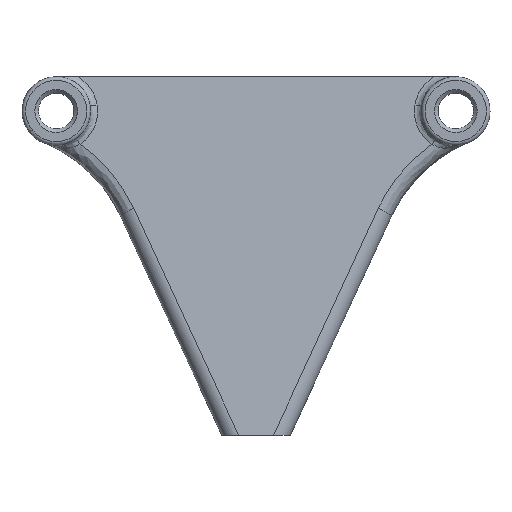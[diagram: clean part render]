
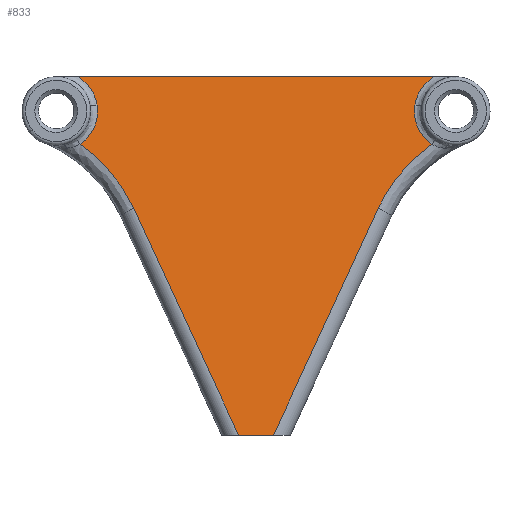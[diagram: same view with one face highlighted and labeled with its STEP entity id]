
A CAD part, top view. The second image highlights one B-rep face of the part: STEP entity #833.
In plain terms, the highlighted planar face has unit normal (0, 0.129, 0.992).
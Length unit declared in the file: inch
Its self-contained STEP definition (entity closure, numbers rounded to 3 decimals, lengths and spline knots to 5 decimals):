
#45=LINE('',#2083,#71);
#50=LINE('',#2269,#76);
#51=LINE('',#2271,#77);
#52=LINE('',#2282,#78);
#71=VECTOR('',#1021,0.3937);
#76=VECTOR('',#1068,0.3937);
#77=VECTOR('',#1069,0.3937);
#78=VECTOR('',#1074,0.3937);
#94=PLANE('',#918);
#125=FACE_OUTER_BOUND('',#180,.T.);
#180=EDGE_LOOP('',(#636,#637,#638,#639,#640,#641,#642,#643,#644,#645));
#234=B_SPLINE_CURVE_WITH_KNOTS('',3,(#2178,#2179,#2180,#2181,#2182),
 .UNSPECIFIED.,.F.,.F.,(4,1,4),(-0.7962,-0.34123,0.),
 .UNSPECIFIED.);
#241=B_SPLINE_CURVE_WITH_KNOTS('',3,(#2275,#2276,#2277,#2278,#2279),
 .UNSPECIFIED.,.F.,.F.,(4,1,4),(-0.79654,-0.34137,0.),
 .UNSPECIFIED.);
#268=ELLIPSE('',#914,0.28841,0.286);
#270=ELLIPSE('',#919,1.10927,1.1);
#271=ELLIPSE('',#920,1.10927,1.1);
#272=ELLIPSE('',#921,0.28841,0.286);
#348=VERTEX_POINT('',#2069);
#354=VERTEX_POINT('',#2081);
#364=VERTEX_POINT('',#2136);
#365=VERTEX_POINT('',#2138);
#368=VERTEX_POINT('',#2176);
#372=VERTEX_POINT('',#2267);
#373=VERTEX_POINT('',#2270);
#374=VERTEX_POINT('',#2272);
#375=VERTEX_POINT('',#2274);
#376=VERTEX_POINT('',#2280);
#446=EDGE_CURVE('',#354,#348,#45,.T.);
#460=EDGE_CURVE('',#364,#365,#268,.T.);
#464=EDGE_CURVE('',#368,#364,#234,.T.);
#472=EDGE_CURVE('',#372,#368,#270,.T.);
#473=EDGE_CURVE('',#348,#372,#50,.T.);
#474=EDGE_CURVE('',#373,#354,#51,.T.);
#475=EDGE_CURVE('',#374,#373,#271,.T.);
#476=EDGE_CURVE('',#375,#374,#241,.T.);
#477=EDGE_CURVE('',#376,#375,#272,.T.);
#478=EDGE_CURVE('',#376,#365,#52,.T.);
#636=ORIENTED_EDGE('',*,*,#460,.F.);
#637=ORIENTED_EDGE('',*,*,#464,.F.);
#638=ORIENTED_EDGE('',*,*,#472,.F.);
#639=ORIENTED_EDGE('',*,*,#473,.F.);
#640=ORIENTED_EDGE('',*,*,#446,.F.);
#641=ORIENTED_EDGE('',*,*,#474,.F.);
#642=ORIENTED_EDGE('',*,*,#475,.F.);
#643=ORIENTED_EDGE('',*,*,#476,.F.);
#644=ORIENTED_EDGE('',*,*,#477,.F.);
#645=ORIENTED_EDGE('',*,*,#478,.T.);
#833=ADVANCED_FACE('',(#125),#94,.F.);
#914=AXIS2_PLACEMENT_3D('',#2139,#1056,#1057);
#918=AXIS2_PLACEMENT_3D('',#2266,#1064,#1065);
#919=AXIS2_PLACEMENT_3D('',#2268,#1066,#1067);
#920=AXIS2_PLACEMENT_3D('',#2273,#1070,#1071);
#921=AXIS2_PLACEMENT_3D('',#2281,#1072,#1073);
#1021=DIRECTION('',(-1.,0.,0.));
#1056=DIRECTION('center_axis',(0.,0.129,0.992));
#1057=DIRECTION('ref_axis',(0.,0.992,-0.129));
#1064=DIRECTION('center_axis',(0.,-0.129,-0.992));
#1065=DIRECTION('ref_axis',(-1.,0.,0.));
#1066=DIRECTION('center_axis',(0.,0.129,0.992));
#1067=DIRECTION('ref_axis',(0.,0.992,-0.129));
#1068=DIRECTION('',(-0.417,0.902,-0.117));
#1069=DIRECTION('',(-0.416,-0.902,0.117));
#1070=DIRECTION('center_axis',(0.,0.129,0.992));
#1071=DIRECTION('ref_axis',(0.,0.992,-0.129));
#1072=DIRECTION('center_axis',(0.,0.129,0.992));
#1073=DIRECTION('ref_axis',(0.,0.992,-0.129));
#1074=DIRECTION('',(-1.,0.,0.));
#2069=CARTESIAN_POINT('',(-1.49751,-2.236,0.42167));
#2081=CARTESIAN_POINT('',(-1.25729,-2.236,0.42167));
#2083=CARTESIAN_POINT('',(-1.14119,-2.236,0.42167));
#2136=CARTESIAN_POINT('',(-2.47381,0.04066,0.12542));
#2138=CARTESIAN_POINT('',(-2.60421,0.236,0.1));
#2139=CARTESIAN_POINT('Origin',(-2.75591,-0.00645,0.13155));
#2176=CARTESIAN_POINT('',(-2.59142,-0.22963,0.16059));
#2178=CARTESIAN_POINT('Ctrl Pts',(-2.59142,-0.22963,0.16059));
#2179=CARTESIAN_POINT('Ctrl Pts',(-2.54215,-0.19618,
0.15624));
#2180=CARTESIAN_POINT('Ctrl Pts',(-2.47529,-0.10971,
0.14499));
#2181=CARTESIAN_POINT('Ctrl Pts',(-2.4665,-0.00314,
0.13112));
#2182=CARTESIAN_POINT('Ctrl Pts',(-2.47381,0.04066,
0.12542));
#2266=CARTESIAN_POINT('Origin',(-1.14119,-2.236,0.42167));
#2267=CARTESIAN_POINT('',(-2.22036,-0.67169,0.21811));
#2268=CARTESIAN_POINT('Origin',(-3.2189,-1.1331,0.27815));
#2269=CARTESIAN_POINT('',(-1.47667,-2.2811,0.42754));
#2270=CARTESIAN_POINT('',(-0.5352,-0.67184,0.21813));
#2271=CARTESIAN_POINT('',(-1.22198,-2.1595,0.41172));
#2272=CARTESIAN_POINT('',(-0.16438,-0.2297,0.1606));
#2273=CARTESIAN_POINT('Origin',(0.46351,-1.13289,0.27813));
#2274=CARTESIAN_POINT('',(-0.28209,0.04066,0.12542));
#2275=CARTESIAN_POINT('Ctrl Pts',(-0.28209,0.04066,
0.12542));
#2276=CARTESIAN_POINT('Ctrl Pts',(-0.29185,-0.01777,
0.13302));
#2277=CARTESIAN_POINT('Ctrl Pts',(-0.27369,-0.12547,
0.14704));
#2278=CARTESIAN_POINT('Ctrl Pts',(-0.20136,-0.20463,
0.15734));
#2279=CARTESIAN_POINT('Ctrl Pts',(-0.16438,-0.2297,
0.1606));
#2280=CARTESIAN_POINT('',(-0.1517,0.236,0.1));
#2281=CARTESIAN_POINT('Origin',(0.,-0.00645,0.13155));
#2282=CARTESIAN_POINT('',(-2.75591,0.236,0.1));
